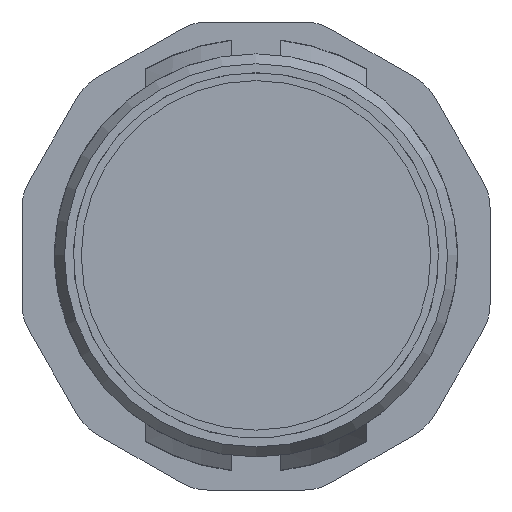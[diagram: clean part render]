
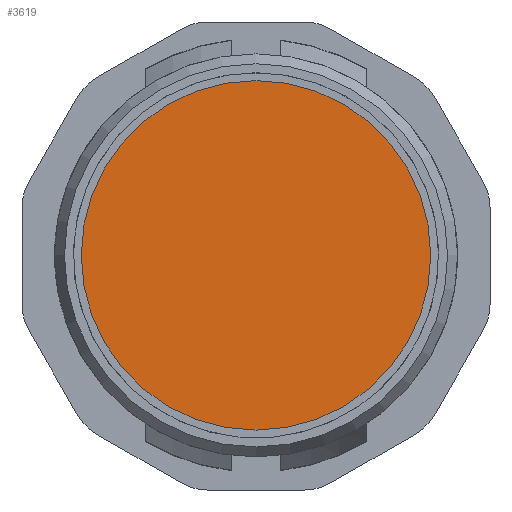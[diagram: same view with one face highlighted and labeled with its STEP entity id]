
A CAD part, front view. The second image highlights one B-rep face of the part: STEP entity #3619.
In plain terms, the highlighted planar face has unit normal (0, -1, 0).
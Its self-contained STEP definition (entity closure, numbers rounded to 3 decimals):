
#3619=ADVANCED_FACE('',(#4294),#3860,.T.);
#3860=PLANE('',#11472);
#4294=FACE_OUTER_BOUND('',#4825,.T.);
#4825=EDGE_LOOP('',(#7423));
#5069=CIRCLE('',#11471,27.315);
#7423=ORIENTED_EDGE('',*,*,#9380,.F.);
#8202=VERTEX_POINT('',#20783);
#9380=EDGE_CURVE('',#8202,#8202,#5069,.T.);
#11471=AXIS2_PLACEMENT_3D('',#20782,#13608,#13609);
#11472=AXIS2_PLACEMENT_3D('',#20784,#13610,#13611);
#13608=DIRECTION('',(0.,1.,0.));
#13609=DIRECTION('',(0.,0.,-1.));
#13610=DIRECTION('',(0.,-1.,0.));
#13611=DIRECTION('',(0.547,0.,-0.837));
#20782=CARTESIAN_POINT('',(0.,-4.,0.));
#20783=CARTESIAN_POINT('',(0.,-4.,-27.315));
#20784=CARTESIAN_POINT('',(-6.458,-4.,19.877));
